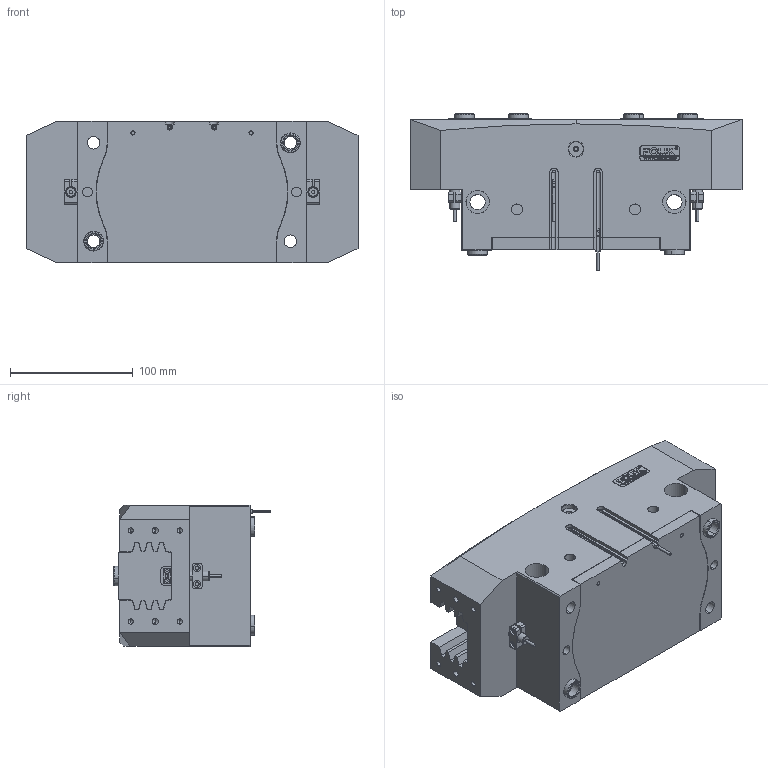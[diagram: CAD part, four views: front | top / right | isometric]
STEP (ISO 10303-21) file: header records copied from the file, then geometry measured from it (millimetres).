
FILE_DESCRIPTION (( 'STEP AP203' ), '1' );
FILE_NAME ('FR117-270.STEP', '2025-05-06T09:11:34', ( 'USER-' ), ( 'Microsoft' ), 'SwSTEP 2.0', 'SolidWorks 2018', '' );
FILE_SCHEMA (( 'CONFIG_CONTROL_DESIGN' ));
Length unit declared in the file: millimetre
Products named in the file (13): TRT117-270-MX-02 喘倛賑輸; TRT117-270-MX-06 笢猾え-1; P-GS-T-01 喘倛蚚標釱; TRT117-270-MX-05菁裔啣-1; FR117-270; TRT117-270-MX-01 喘倛褲极-1; ﾏ擎ﾗ16｡ﾁ12｡ﾁ8; 内六角圆柱头螺钉[GBT70_1-2008][M2.5×8]; 8-30 換覜ん; 棠羲換覜ん; 揤輸杅耀.sldasm-Part-9; 揤輸; 32x12-R2
Assembly tree (23 placements, depth 3):
  FR117-270
    TRT117-270-MX-01 喘倛褲极-1
    TRT117-270-MX-02 喘倛賑輸  x2
    TRT117-270-MX-05菁裔啣-1
    8-30 換覜ん  x2
    P-GS-T-01 喘倛蚚標釱  x2
    32x12-R2
    棠羲換覜ん  x2
    ﾏ擎ﾗ16｡ﾁ12｡ﾁ8  x6
    揤輸  x2
      揤輸杅耀.sldasm-Part-9
      内六角圆柱头螺钉[GBT70_1-2008][M2.5×8]
    TRT117-270-MX-06 笢猾え-1
Bounding box: 270 x 127.66 x 115 mm (x, y, z)
Volume: 2521293.5 mm3; surface area: 316291.2 mm2
Topology: 24 solids, 28 shells, 1421 faces, 3637 edges, 2315 vertices
Faces by surface type: plane 622, cylinder 417, cone 211, bspline 155, torus 16
Entity records: 41303 total; most frequent: CARTESIAN_POINT 12927, ORIENTED_EDGE 5702, DIRECTION 5186, EDGE_CURVE 2851, VERTEX_POINT 1861, VECTOR 1798, LINE 1798, AXIS2_PLACEMENT_3D 1694
